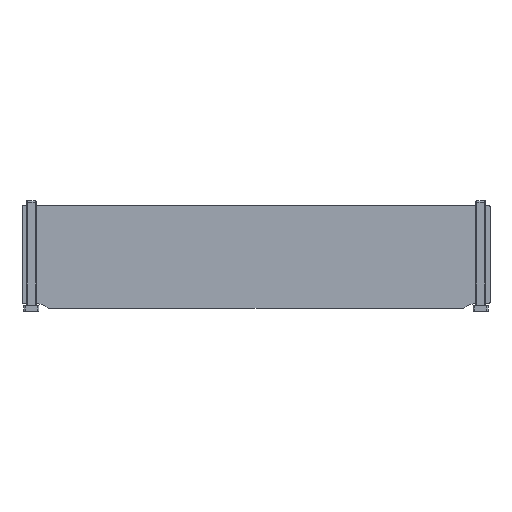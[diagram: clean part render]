
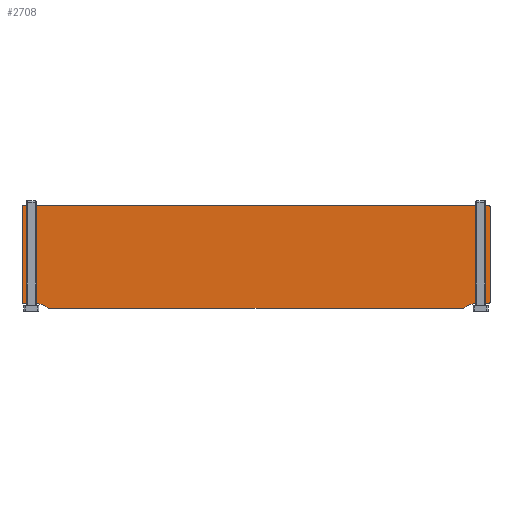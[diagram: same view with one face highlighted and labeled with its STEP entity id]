
A CAD part, front view. The second image highlights one B-rep face of the part: STEP entity #2708.
In plain terms, the highlighted planar face has unit normal (0, -1, 0).
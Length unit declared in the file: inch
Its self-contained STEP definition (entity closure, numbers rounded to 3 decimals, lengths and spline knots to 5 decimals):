
#632=DIRECTION('',(-1.,0.,0.));
#633=VECTOR('',#632,0.42);
#634=CARTESIAN_POINT('',(-11.79,-0.315,5.653));
#635=LINE('',#634,#633);
#648=DIRECTION('',(1.,0.,0.));
#649=VECTOR('',#648,23.58);
#650=CARTESIAN_POINT('',(-11.79,-0.315,5.653));
#651=LINE('',#650,#649);
#652=DIRECTION('',(1.,0.,0.));
#653=VECTOR('',#652,0.23);
#654=CARTESIAN_POINT('',(12.21,-0.315,5.653));
#655=LINE('',#654,#653);
#656=CARTESIAN_POINT('',(12.44,-0.315,5.593));
#657=DIRECTION('',(0.,-1.,0.));
#658=DIRECTION('',(1.,0.,0.));
#659=AXIS2_PLACEMENT_3D('',#656,#657,#658);
#661=CARTESIAN_POINT('',(12.44,-0.315,0.463));
#662=DIRECTION('',(0.,-1.,0.));
#663=DIRECTION('',(0.,0.,-1.));
#664=AXIS2_PLACEMENT_3D('',#661,#662,#663);
#666=DIRECTION('',(-1.,0.,0.));
#667=VECTOR('',#666,0.69);
#668=CARTESIAN_POINT('',(12.44,-0.315,0.403));
#669=LINE('',#668,#667);
#670=CARTESIAN_POINT('',(11.75,-0.315,-0.597));
#671=DIRECTION('',(0.,1.,0.));
#672=DIRECTION('',(-0.645,0.,0.764));
#673=AXIS2_PLACEMENT_3D('',#670,#671,#672);
#675=CARTESIAN_POINT('',(11.06626,-0.315,0.213));
#676=DIRECTION('',(0.,-1.,0.));
#677=DIRECTION('',(0.,0.,-1.));
#678=AXIS2_PLACEMENT_3D('',#675,#676,#677);
#680=CARTESIAN_POINT('',(-11.06626,-0.315,0.213));
#681=DIRECTION('',(0.,-1.,0.));
#682=DIRECTION('',(-0.645,0.,-0.764));
#683=AXIS2_PLACEMENT_3D('',#680,#681,#682);
#685=CARTESIAN_POINT('',(-11.75,-0.315,-0.597));
#686=DIRECTION('',(0.,1.,0.));
#687=DIRECTION('',(0.,0.,1.));
#688=AXIS2_PLACEMENT_3D('',#685,#686,#687);
#690=DIRECTION('',(1.,0.,0.));
#691=VECTOR('',#690,0.69);
#692=CARTESIAN_POINT('',(-12.44,-0.315,0.403));
#693=LINE('',#692,#691);
#694=CARTESIAN_POINT('',(-12.44,-0.315,0.463));
#695=DIRECTION('',(0.,-1.,0.));
#696=DIRECTION('',(-1.,0.,0.));
#697=AXIS2_PLACEMENT_3D('',#694,#695,#696);
#699=CARTESIAN_POINT('',(-12.44,-0.315,5.593));
#700=DIRECTION('',(0.,-1.,0.));
#701=DIRECTION('',(0.,0.,1.));
#702=AXIS2_PLACEMENT_3D('',#699,#700,#701);
#704=DIRECTION('',(1.,0.,0.));
#705=VECTOR('',#704,0.23);
#706=CARTESIAN_POINT('',(-12.44,-0.315,5.653));
#707=LINE('',#706,#705);
#708=DIRECTION('',(-1.,0.,0.));
#709=VECTOR('',#708,0.42);
#710=CARTESIAN_POINT('',(12.21,-0.315,5.653));
#711=LINE('',#710,#709);
#807=DIRECTION('',(0.,0.,-1.));
#808=VECTOR('',#807,5.13);
#809=CARTESIAN_POINT('',(12.5,-0.315,5.593));
#810=LINE('',#809,#808);
#831=DIRECTION('',(1.,0.,0.));
#832=VECTOR('',#831,22.13252);
#833=CARTESIAN_POINT('',(-11.06626,-0.315,0.153));
#834=LINE('',#833,#832);
#851=DIRECTION('',(0.,0.,-1.));
#852=VECTOR('',#851,5.13);
#853=CARTESIAN_POINT('',(-12.5,-0.315,5.593));
#854=LINE('',#853,#852);
#1647=CARTESIAN_POINT('',(-11.75,-0.315,0.403));
#1649=VERTEX_POINT('',#1647);
#1651=CARTESIAN_POINT('',(11.75,-0.315,0.403));
#1653=VERTEX_POINT('',#1651);
#1658=CARTESIAN_POINT('',(-12.44,-0.315,5.653));
#1659=VERTEX_POINT('',#1658);
#1660=CARTESIAN_POINT('',(-12.5,-0.315,5.593));
#1661=VERTEX_POINT('',#1660);
#1662=CARTESIAN_POINT('',(12.5,-0.315,5.593));
#1663=CARTESIAN_POINT('',(12.44,-0.315,5.653));
#1664=VERTEX_POINT('',#1662);
#1665=VERTEX_POINT('',#1663);
#1674=CARTESIAN_POINT('',(12.44,-0.315,0.403));
#1675=VERTEX_POINT('',#1674);
#1676=CARTESIAN_POINT('',(12.5,-0.315,0.463));
#1677=VERTEX_POINT('',#1676);
#1678=CARTESIAN_POINT('',(11.06626,-0.315,0.153));
#1679=CARTESIAN_POINT('',(11.10496,-0.315,0.16715));
#1680=VERTEX_POINT('',#1678);
#1681=VERTEX_POINT('',#1679);
#1690=CARTESIAN_POINT('',(-11.10496,-0.315,0.16715));
#1691=VERTEX_POINT('',#1690);
#1692=CARTESIAN_POINT('',(-11.06626,-0.315,0.153));
#1693=VERTEX_POINT('',#1692);
#1694=CARTESIAN_POINT('',(-12.5,-0.315,0.463));
#1695=CARTESIAN_POINT('',(-12.44,-0.315,0.403));
#1696=VERTEX_POINT('',#1694);
#1697=VERTEX_POINT('',#1695);
#1702=CARTESIAN_POINT('',(-11.79,-0.315,5.653));
#1703=CARTESIAN_POINT('',(-12.21,-0.315,5.653));
#1704=VERTEX_POINT('',#1702);
#1705=VERTEX_POINT('',#1703);
#1714=CARTESIAN_POINT('',(12.21,-0.315,5.653));
#1715=CARTESIAN_POINT('',(11.79,-0.315,5.653));
#1716=VERTEX_POINT('',#1714);
#1717=VERTEX_POINT('',#1715);
#2668=CARTESIAN_POINT('',(-12.5,-0.315,5.653));
#2669=DIRECTION('',(0.,-1.,0.));
#2670=DIRECTION('',(0.,0.,-1.));
#2671=AXIS2_PLACEMENT_3D('',#2668,#2669,#2670);
#2672=PLANE('',#2671);
#2673=ORIENTED_EDGE('',*,*,#2660,.F.);
#2674=ORIENTED_EDGE('',*,*,#2497,.T.);
#2676=ORIENTED_EDGE('',*,*,#2675,.F.);
#2678=ORIENTED_EDGE('',*,*,#2677,.T.);
#2680=ORIENTED_EDGE('',*,*,#2679,.F.);
#2682=ORIENTED_EDGE('',*,*,#2681,.T.);
#2684=ORIENTED_EDGE('',*,*,#2683,.F.);
#2686=ORIENTED_EDGE('',*,*,#2685,.T.);
#2688=ORIENTED_EDGE('',*,*,#2687,.F.);
#2690=ORIENTED_EDGE('',*,*,#2689,.F.);
#2692=ORIENTED_EDGE('',*,*,#2691,.F.);
#2694=ORIENTED_EDGE('',*,*,#2693,.F.);
#2696=ORIENTED_EDGE('',*,*,#2695,.F.);
#2698=ORIENTED_EDGE('',*,*,#2697,.F.);
#2700=ORIENTED_EDGE('',*,*,#2699,.F.);
#2702=ORIENTED_EDGE('',*,*,#2701,.F.);
#2704=ORIENTED_EDGE('',*,*,#2703,.F.);
#2705=ORIENTED_EDGE('',*,*,#2606,.T.);
#2706=EDGE_LOOP('',(#2673,#2674,#2676,#2678,#2680,#2682,#2684,#2686,#2688,#2690,
#2692,#2694,#2696,#2698,#2700,#2702,#2704,#2705));
#2707=FACE_OUTER_BOUND('',#2706,.F.);
#2708=ADVANCED_FACE('',(#2707),#2672,.T.);
#660=CIRCLE('',#659,0.06);
#665=CIRCLE('',#664,0.06);
#674=CIRCLE('',#673,1.);
#679=CIRCLE('',#678,0.06);
#684=CIRCLE('',#683,0.06);
#689=CIRCLE('',#688,1.);
#698=CIRCLE('',#697,0.06);
#703=CIRCLE('',#702,0.06);
#2497=EDGE_CURVE('',#1704,#1717,#651,.T.);
#2606=EDGE_CURVE('',#1659,#1705,#707,.T.);
#2660=EDGE_CURVE('',#1704,#1705,#635,.T.);
#2675=EDGE_CURVE('',#1716,#1717,#711,.T.);
#2677=EDGE_CURVE('',#1716,#1665,#655,.T.);
#2679=EDGE_CURVE('',#1664,#1665,#660,.T.);
#2681=EDGE_CURVE('',#1664,#1677,#810,.T.);
#2683=EDGE_CURVE('',#1675,#1677,#665,.T.);
#2685=EDGE_CURVE('',#1675,#1653,#669,.T.);
#2687=EDGE_CURVE('',#1681,#1653,#674,.T.);
#2689=EDGE_CURVE('',#1680,#1681,#679,.T.);
#2691=EDGE_CURVE('',#1693,#1680,#834,.T.);
#2693=EDGE_CURVE('',#1691,#1693,#684,.T.);
#2695=EDGE_CURVE('',#1649,#1691,#689,.T.);
#2697=EDGE_CURVE('',#1697,#1649,#693,.T.);
#2699=EDGE_CURVE('',#1696,#1697,#698,.T.);
#2701=EDGE_CURVE('',#1661,#1696,#854,.T.);
#2703=EDGE_CURVE('',#1659,#1661,#703,.T.);
